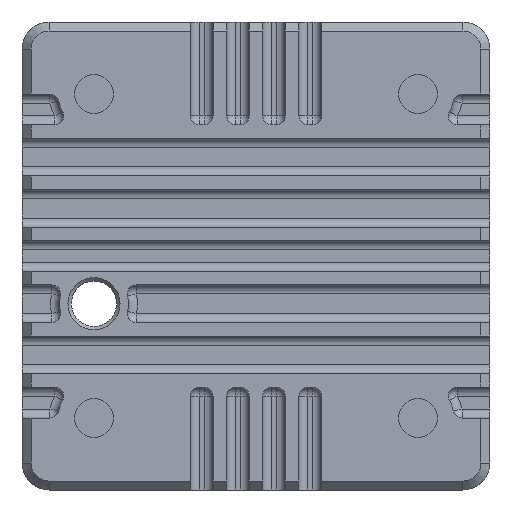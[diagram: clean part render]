
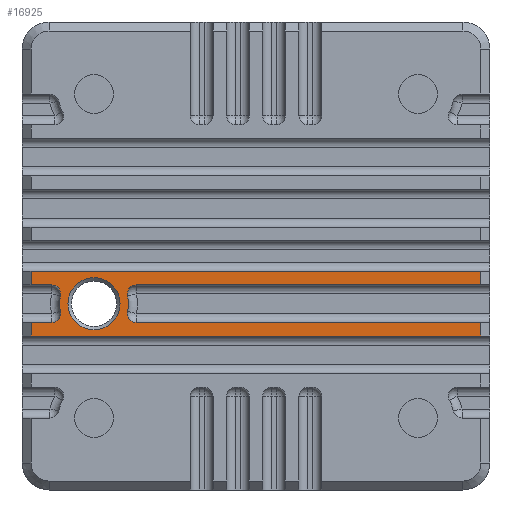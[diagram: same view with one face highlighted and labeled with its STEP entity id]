
A CAD part, left-side view. The second image highlights one B-rep face of the part: STEP entity #16925.
In plain terms, the highlighted planar face has unit normal (-1, 0, 0).
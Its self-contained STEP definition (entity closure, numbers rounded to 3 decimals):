
#507=FACE_BOUND('',#2342,.T.);
#579=PLANE('',#17923);
#1372=FACE_OUTER_BOUND('',#2341,.T.);
#2341=EDGE_LOOP('',(#11762,#11763,#11764,#11765,#11766,#11767,#11768,#11769,
#11770,#11771,#11772,#11773,#11774,#11775,#11776,#11777));
#2342=EDGE_LOOP('',(#11778));
#3384=LINE('',#23935,#5163);
#3385=LINE('',#23943,#5164);
#3386=LINE('',#23945,#5165);
#3387=LINE('',#23947,#5166);
#3388=LINE('',#23949,#5167);
#3389=LINE('',#23951,#5168);
#3390=LINE('',#23959,#5169);
#3391=LINE('',#23961,#5170);
#3392=LINE('',#23963,#5171);
#3393=LINE('',#23964,#5172);
#5163=VECTOR('',#19352,10.);
#5164=VECTOR('',#19359,10.);
#5165=VECTOR('',#19360,10.);
#5166=VECTOR('',#19361,10.);
#5167=VECTOR('',#19362,10.);
#5168=VECTOR('',#19363,10.);
#5169=VECTOR('',#19370,10.);
#5170=VECTOR('',#19371,10.);
#5171=VECTOR('',#19372,10.);
#5172=VECTOR('',#19373,10.);
#6944=CIRCLE('',#17922,2.3);
#6945=CIRCLE('',#17924,0.794);
#6946=CIRCLE('',#17925,3.044);
#6947=CIRCLE('',#17926,0.794);
#6948=CIRCLE('',#17927,0.794);
#6949=CIRCLE('',#17928,3.044);
#6950=CIRCLE('',#17929,0.794);
#7478=VERTEX_POINT('',#23929);
#7479=VERTEX_POINT('',#23933);
#7480=VERTEX_POINT('',#23934);
#7481=VERTEX_POINT('',#23936);
#7482=VERTEX_POINT('',#23938);
#7483=VERTEX_POINT('',#23940);
#7484=VERTEX_POINT('',#23942);
#7485=VERTEX_POINT('',#23944);
#7486=VERTEX_POINT('',#23946);
#7487=VERTEX_POINT('',#23948);
#7488=VERTEX_POINT('',#23950);
#7489=VERTEX_POINT('',#23952);
#7490=VERTEX_POINT('',#23954);
#7491=VERTEX_POINT('',#23956);
#7492=VERTEX_POINT('',#23958);
#7493=VERTEX_POINT('',#23960);
#7494=VERTEX_POINT('',#23962);
#9165=EDGE_CURVE('',#7478,#7478,#6944,.T.);
#9167=EDGE_CURVE('',#7479,#7480,#3384,.T.);
#9168=EDGE_CURVE('',#7481,#7480,#6945,.T.);
#9169=EDGE_CURVE('',#7481,#7482,#6946,.T.);
#9170=EDGE_CURVE('',#7483,#7482,#6947,.T.);
#9171=EDGE_CURVE('',#7484,#7483,#3385,.T.);
#9172=EDGE_CURVE('',#7485,#7484,#3386,.T.);
#9173=EDGE_CURVE('',#7485,#7486,#3387,.T.);
#9174=EDGE_CURVE('',#7487,#7486,#3388,.T.);
#9175=EDGE_CURVE('',#7488,#7487,#3389,.T.);
#9176=EDGE_CURVE('',#7489,#7488,#6948,.T.);
#9177=EDGE_CURVE('',#7489,#7490,#6949,.T.);
#9178=EDGE_CURVE('',#7491,#7490,#6950,.T.);
#9179=EDGE_CURVE('',#7491,#7492,#3390,.T.);
#9180=EDGE_CURVE('',#7493,#7492,#3391,.T.);
#9181=EDGE_CURVE('',#7493,#7494,#3392,.T.);
#9182=EDGE_CURVE('',#7479,#7494,#3393,.T.);
#11762=ORIENTED_EDGE('',*,*,#9167,.T.);
#11763=ORIENTED_EDGE('',*,*,#9168,.F.);
#11764=ORIENTED_EDGE('',*,*,#9169,.T.);
#11765=ORIENTED_EDGE('',*,*,#9170,.F.);
#11766=ORIENTED_EDGE('',*,*,#9171,.F.);
#11767=ORIENTED_EDGE('',*,*,#9172,.F.);
#11768=ORIENTED_EDGE('',*,*,#9173,.T.);
#11769=ORIENTED_EDGE('',*,*,#9174,.F.);
#11770=ORIENTED_EDGE('',*,*,#9175,.F.);
#11771=ORIENTED_EDGE('',*,*,#9176,.F.);
#11772=ORIENTED_EDGE('',*,*,#9177,.T.);
#11773=ORIENTED_EDGE('',*,*,#9178,.F.);
#11774=ORIENTED_EDGE('',*,*,#9179,.T.);
#11775=ORIENTED_EDGE('',*,*,#9180,.F.);
#11776=ORIENTED_EDGE('',*,*,#9181,.T.);
#11777=ORIENTED_EDGE('',*,*,#9182,.F.);
#11778=ORIENTED_EDGE('',*,*,#9165,.F.);
#16925=ADVANCED_FACE('',(#1372,#507),#579,.F.);
#17922=AXIS2_PLACEMENT_3D('',#23930,#19347,#19348);
#17923=AXIS2_PLACEMENT_3D('',#23932,#19350,#19351);
#17924=AXIS2_PLACEMENT_3D('',#23937,#19353,#19354);
#17925=AXIS2_PLACEMENT_3D('',#23939,#19355,#19356);
#17926=AXIS2_PLACEMENT_3D('',#23941,#19357,#19358);
#17927=AXIS2_PLACEMENT_3D('',#23953,#19364,#19365);
#17928=AXIS2_PLACEMENT_3D('',#23955,#19366,#19367);
#17929=AXIS2_PLACEMENT_3D('',#23957,#19368,#19369);
#19347=DIRECTION('center_axis',(-1.,0.,0.));
#19348=DIRECTION('ref_axis',(0.,0.,1.));
#19350=DIRECTION('center_axis',(1.,0.,0.));
#19351=DIRECTION('ref_axis',(0.,0.,-1.));
#19352=DIRECTION('',(0.,-1.,0.));
#19353=DIRECTION('center_axis',(-1.,0.,0.));
#19354=DIRECTION('ref_axis',(0.,-0.783,0.622));
#19355=DIRECTION('center_axis',(-1.,0.,0.));
#19356=DIRECTION('ref_axis',(0.,0.,1.));
#19357=DIRECTION('center_axis',(-1.,0.,0.));
#19358=DIRECTION('ref_axis',(0.,-0.783,-0.622));
#19359=DIRECTION('',(0.,-1.,0.));
#19360=DIRECTION('',(0.,0.,1.));
#19361=DIRECTION('',(0.,-1.,0.));
#19362=DIRECTION('',(0.,0.,-1.));
#19363=DIRECTION('',(0.,-1.,0.));
#19364=DIRECTION('center_axis',(-1.,0.,0.));
#19365=DIRECTION('ref_axis',(0.,0.783,-0.622));
#19366=DIRECTION('center_axis',(-1.,0.,0.));
#19367=DIRECTION('ref_axis',(0.,0.,1.));
#19368=DIRECTION('center_axis',(-1.,0.,0.));
#19369=DIRECTION('ref_axis',(0.,0.783,0.622));
#19370=DIRECTION('',(0.,-1.,0.));
#19371=DIRECTION('',(0.,0.,-1.));
#19372=DIRECTION('',(0.,1.,0.));
#19373=DIRECTION('',(0.,0.,1.));
#23929=CARTESIAN_POINT('',(0.,14.288,-6.51));
#23930=CARTESIAN_POINT('Origin',(0.,14.288,-4.21));
#23932=CARTESIAN_POINT('Origin',(0.,0.,0.));
#23933=CARTESIAN_POINT('',(0.,19.844,-2.551));
#23934=CARTESIAN_POINT('',(0.,18.026,-2.551));
#23935=CARTESIAN_POINT('',(0.,20.638,-2.551));
#23936=CARTESIAN_POINT('',(0.,17.253,-3.524));
#23937=CARTESIAN_POINT('Origin',(0.,18.026,-3.345));
#23938=CARTESIAN_POINT('',(0.,17.253,-4.895));
#23939=CARTESIAN_POINT('Origin',(0.,14.288,-4.21));
#23940=CARTESIAN_POINT('',(0.,18.026,-5.868));
#23941=CARTESIAN_POINT('Origin',(0.,18.026,-5.074));
#23942=CARTESIAN_POINT('',(0.,19.844,-5.868));
#23943=CARTESIAN_POINT('',(0.,14.288,-5.868));
#23944=CARTESIAN_POINT('',(0.,19.844,-7.059));
#23945=CARTESIAN_POINT('',(0.,19.844,-10.319));
#23946=CARTESIAN_POINT('',(0.,-19.844,-7.059));
#23947=CARTESIAN_POINT('',(0.,20.638,-7.059));
#23948=CARTESIAN_POINT('',(0.,-19.844,-5.868));
#23949=CARTESIAN_POINT('',(0.,-19.844,10.319));
#23950=CARTESIAN_POINT('',(0.,10.549,-5.868));
#23951=CARTESIAN_POINT('',(0.,14.288,-5.868));
#23952=CARTESIAN_POINT('',(0.,11.322,-4.895));
#23953=CARTESIAN_POINT('Origin',(0.,10.549,-5.074));
#23954=CARTESIAN_POINT('',(0.,11.322,-3.524));
#23955=CARTESIAN_POINT('Origin',(0.,14.288,-4.21));
#23956=CARTESIAN_POINT('',(0.,10.549,-2.551));
#23957=CARTESIAN_POINT('Origin',(0.,10.549,-3.345));
#23958=CARTESIAN_POINT('',(0.,-19.844,-2.551));
#23959=CARTESIAN_POINT('',(0.,20.638,-2.551));
#23960=CARTESIAN_POINT('',(0.,-19.844,-1.361));
#23961=CARTESIAN_POINT('',(0.,-19.844,10.319));
#23962=CARTESIAN_POINT('',(0.,19.844,-1.361));
#23963=CARTESIAN_POINT('',(0.,14.288,-1.361));
#23964=CARTESIAN_POINT('',(0.,19.844,-10.319));
